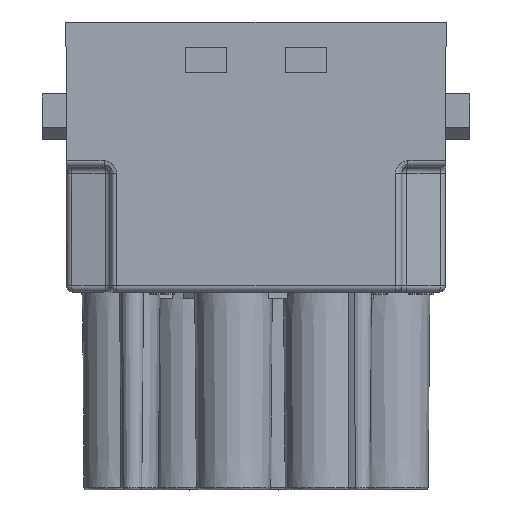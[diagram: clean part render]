
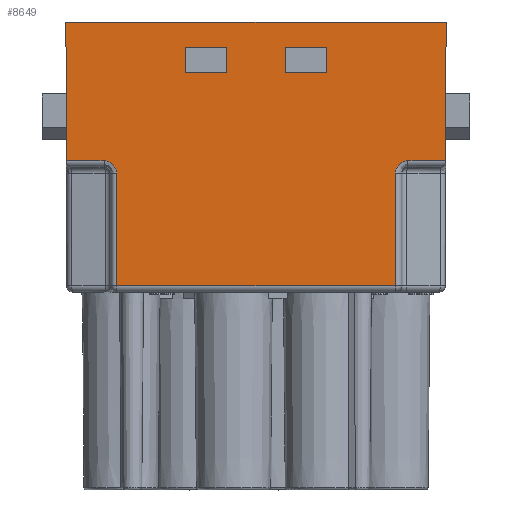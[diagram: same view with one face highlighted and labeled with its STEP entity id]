
A CAD part, top view. The second image highlights one B-rep face of the part: STEP entity #8649.
In plain terms, the highlighted planar face has unit normal (0, -0.004, 1).
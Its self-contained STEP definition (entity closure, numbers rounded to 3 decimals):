
#1588=CARTESIAN_POINT('',(-12.15,-8.302,
7.261));
#1589=CARTESIAN_POINT('',(-12.06,-8.302,
7.261));
#1590=CARTESIAN_POINT('',(-11.888,-8.325,
7.261));
#1591=CARTESIAN_POINT('',(-11.643,-8.426,
7.261));
#1592=CARTESIAN_POINT('',(-11.434,-8.587,
7.26));
#1593=CARTESIAN_POINT('',(-11.274,-8.796,
7.26));
#1594=CARTESIAN_POINT('',(-11.173,-9.041,
7.259));
#1595=CARTESIAN_POINT('',(-11.15,-9.213,
7.258));
#1596=CARTESIAN_POINT('',(-11.15,-9.302,
7.258));
#1608=DIRECTION('',(-0.003,1.,0.003));
#1609=VECTOR('',#1608,11.102);
#1610=CARTESIAN_POINT('',(-15.161,-8.302,
7.261));
#1611=LINE('',#1610,#1609);
#1612=DIRECTION('',(1.,0.,0.));
#1613=VECTOR('',#1612,30.4);
#1614=CARTESIAN_POINT('',(-15.2,2.8,7.3));
#1615=LINE('',#1614,#1613);
#1616=DIRECTION('',(0.,-1.,-0.003));
#1617=VECTOR('',#1616,2.);
#1618=CARTESIAN_POINT('',(2.35,0.8,7.293));
#1619=LINE('',#1618,#1617);
#1620=DIRECTION('',(0.,1.,0.003));
#1621=VECTOR('',#1620,2.);
#1622=CARTESIAN_POINT('',(5.65,-1.2,7.286));
#1623=LINE('',#1622,#1621);
#1624=DIRECTION('',(0.,-1.,-0.003));
#1625=VECTOR('',#1624,2.);
#1626=CARTESIAN_POINT('',(-5.65,0.8,7.293));
#1627=LINE('',#1626,#1625);
#1632=DIRECTION('',(1.,0.,0.));
#1633=VECTOR('',#1632,22.3);
#1634=CARTESIAN_POINT('',(-11.15,-18.302,
7.226));
#1635=LINE('',#1634,#1633);
#1651=DIRECTION('',(0.,-1.,-0.003));
#1652=VECTOR('',#1651,9.);
#1653=CARTESIAN_POINT('',(-11.15,-9.302,
7.258));
#1654=LINE('',#1653,#1652);
#1682=DIRECTION('',(0.,1.,0.003));
#1683=VECTOR('',#1682,9.);
#1684=CARTESIAN_POINT('',(11.15,-18.302,7.226));
#1685=LINE('',#1684,#1683);
#1686=CARTESIAN_POINT('',(11.15,-9.302,7.258));
#1687=CARTESIAN_POINT('',(11.15,-9.213,7.258));
#1688=CARTESIAN_POINT('',(11.173,-9.041,7.259));
#1689=CARTESIAN_POINT('',(11.274,-8.796,7.26));
#1690=CARTESIAN_POINT('',(11.434,-8.587,7.26));
#1691=CARTESIAN_POINT('',(11.643,-8.426,7.261));
#1692=CARTESIAN_POINT('',(11.888,-8.325,7.261));
#1693=CARTESIAN_POINT('',(12.06,-8.302,7.261));
#1694=CARTESIAN_POINT('',(12.15,-8.302,7.261));
#1710=DIRECTION('',(1.,0.,0.));
#1711=VECTOR('',#1710,3.011);
#1712=CARTESIAN_POINT('',(12.15,-8.302,7.261));
#1713=LINE('',#1712,#1711);
#1736=DIRECTION('',(0.003,1.,0.003));
#1737=VECTOR('',#1736,11.102);
#1738=CARTESIAN_POINT('',(15.161,-8.302,7.261));
#1739=LINE('',#1738,#1737);
#3869=DIRECTION('',(1.,0.,0.));
#3870=VECTOR('',#3869,3.011);
#3871=CARTESIAN_POINT('',(-15.161,-8.302,
7.261));
#3872=LINE('',#3871,#3870);
#3881=DIRECTION('',(1.,0.,0.));
#3882=VECTOR('',#3881,3.3);
#3883=CARTESIAN_POINT('',(2.35,0.8,7.293));
#3884=LINE('',#3883,#3882);
#3905=DIRECTION('',(-1.,0.,0.));
#3906=VECTOR('',#3905,3.3);
#3907=CARTESIAN_POINT('',(5.65,-1.2,7.286));
#3908=LINE('',#3907,#3906);
#3921=DIRECTION('',(-1.,0.,0.));
#3922=VECTOR('',#3921,3.3);
#3923=CARTESIAN_POINT('',(-2.35,-1.2,7.286));
#3924=LINE('',#3923,#3922);
#3937=DIRECTION('',(0.,-1.,-0.003));
#3938=VECTOR('',#3937,2.);
#3939=CARTESIAN_POINT('',(-2.35,0.8,7.293));
#3940=LINE('',#3939,#3938);
#3949=DIRECTION('',(1.,0.,0.));
#3950=VECTOR('',#3949,3.3);
#3951=CARTESIAN_POINT('',(-5.65,0.8,7.293));
#3952=LINE('',#3951,#3950);
#6679=CARTESIAN_POINT('',(2.35,0.8,7.293));
#6680=CARTESIAN_POINT('',(2.35,-1.2,7.286));
#6681=VERTEX_POINT('',#6679);
#6682=VERTEX_POINT('',#6680);
#6683=CARTESIAN_POINT('',(5.65,-1.2,7.286));
#6684=VERTEX_POINT('',#6683);
#6685=CARTESIAN_POINT('',(5.65,0.8,7.293));
#6686=VERTEX_POINT('',#6685);
#6687=CARTESIAN_POINT('',(-11.15,-18.302,
7.226));
#6688=CARTESIAN_POINT('',(11.15,-18.302,7.226));
#6689=VERTEX_POINT('',#6687);
#6690=VERTEX_POINT('',#6688);
#6691=CARTESIAN_POINT('',(-11.15,-9.302,
7.258));
#6692=VERTEX_POINT('',#6691);
#6693=VERTEX_POINT('',#1588);
#6694=CARTESIAN_POINT('',(-15.161,-8.302,
7.261));
#6695=VERTEX_POINT('',#6694);
#6696=CARTESIAN_POINT('',(-15.2,2.8,7.3));
#6697=VERTEX_POINT('',#6696);
#6698=CARTESIAN_POINT('',(15.2,2.8,7.3));
#6699=VERTEX_POINT('',#6698);
#6700=CARTESIAN_POINT('',(15.161,-8.302,7.261));
#6701=VERTEX_POINT('',#6700);
#6702=CARTESIAN_POINT('',(12.15,-8.302,7.261));
#6703=VERTEX_POINT('',#6702);
#6704=VERTEX_POINT('',#1686);
#6705=CARTESIAN_POINT('',(-2.35,-1.2,7.286));
#6706=CARTESIAN_POINT('',(-5.65,-1.2,7.286));
#6707=VERTEX_POINT('',#6705);
#6708=VERTEX_POINT('',#6706);
#6709=CARTESIAN_POINT('',(-2.35,0.8,7.293));
#6710=VERTEX_POINT('',#6709);
#6711=CARTESIAN_POINT('',(-5.65,0.8,7.293));
#6712=VERTEX_POINT('',#6711);
#8605=CARTESIAN_POINT('',(-16.833,2.8,7.3));
#8606=DIRECTION('',(0.,-0.003,1.));
#8607=DIRECTION('',(1.,0.,0.));
#8608=AXIS2_PLACEMENT_3D('',#8605,#8606,#8607);
#8609=PLANE('',#8608);
#8611=ORIENTED_EDGE('',*,*,#8610,.F.);
#8613=ORIENTED_EDGE('',*,*,#8612,.F.);
#8614=ORIENTED_EDGE('',*,*,#8595,.F.);
#8616=ORIENTED_EDGE('',*,*,#8615,.F.);
#8617=ORIENTED_EDGE('',*,*,#8396,.T.);
#8618=ORIENTED_EDGE('',*,*,#8341,.T.);
#8620=ORIENTED_EDGE('',*,*,#8619,.F.);
#8622=ORIENTED_EDGE('',*,*,#8621,.F.);
#8624=ORIENTED_EDGE('',*,*,#8623,.F.);
#8626=ORIENTED_EDGE('',*,*,#8625,.F.);
#8627=EDGE_LOOP('',(#8611,#8613,#8614,#8616,#8617,#8618,#8620,#8622,#8624,
#8626));
#8628=FACE_OUTER_BOUND('',#8627,.F.);
#8630=ORIENTED_EDGE('',*,*,#8629,.F.);
#8632=ORIENTED_EDGE('',*,*,#8631,.T.);
#8634=ORIENTED_EDGE('',*,*,#8633,.F.);
#8636=ORIENTED_EDGE('',*,*,#8635,.T.);
#8637=EDGE_LOOP('',(#8630,#8632,#8634,#8636));
#8638=FACE_BOUND('',#8637,.F.);
#8640=ORIENTED_EDGE('',*,*,#8639,.F.);
#8642=ORIENTED_EDGE('',*,*,#8641,.F.);
#8644=ORIENTED_EDGE('',*,*,#8643,.F.);
#8646=ORIENTED_EDGE('',*,*,#8645,.T.);
#8647=EDGE_LOOP('',(#8640,#8642,#8644,#8646));
#8648=FACE_BOUND('',#8647,.F.);
#1597=B_SPLINE_CURVE_WITH_KNOTS('',3,(#1588,#1589,#1590,#1591,#1592,#1593,#1594,
#1595,#1596),.UNSPECIFIED.,.F.,.F.,(4,1,1,1,1,1,4),(0.,0.167,
0.333,0.5,0.667,0.833,1.),
.UNSPECIFIED.);
#1695=B_SPLINE_CURVE_WITH_KNOTS('',3,(#1686,#1687,#1688,#1689,#1690,#1691,#1692,
#1693,#1694),.UNSPECIFIED.,.F.,.F.,(4,1,1,1,1,1,4),(0.,0.167,
0.333,0.5,0.667,0.833,1.),
.UNSPECIFIED.);
#8341=EDGE_CURVE('',#6697,#6699,#1615,.T.);
#8396=EDGE_CURVE('',#6695,#6697,#1611,.T.);
#8595=EDGE_CURVE('',#6693,#6692,#1597,.T.);
#8610=EDGE_CURVE('',#6689,#6690,#1635,.T.);
#8612=EDGE_CURVE('',#6692,#6689,#1654,.T.);
#8615=EDGE_CURVE('',#6695,#6693,#3872,.T.);
#8619=EDGE_CURVE('',#6701,#6699,#1739,.T.);
#8621=EDGE_CURVE('',#6703,#6701,#1713,.T.);
#8623=EDGE_CURVE('',#6704,#6703,#1695,.T.);
#8625=EDGE_CURVE('',#6690,#6704,#1685,.T.);
#8629=EDGE_CURVE('',#6681,#6686,#3884,.T.);
#8631=EDGE_CURVE('',#6681,#6682,#1619,.T.);
#8633=EDGE_CURVE('',#6684,#6682,#3908,.T.);
#8635=EDGE_CURVE('',#6684,#6686,#1623,.T.);
#8639=EDGE_CURVE('',#6707,#6708,#3924,.T.);
#8641=EDGE_CURVE('',#6710,#6707,#3940,.T.);
#8643=EDGE_CURVE('',#6712,#6710,#3952,.T.);
#8645=EDGE_CURVE('',#6712,#6708,#1627,.T.);
#8649=ADVANCED_FACE('',(#8628,#8638,#8648),#8609,.T.);
